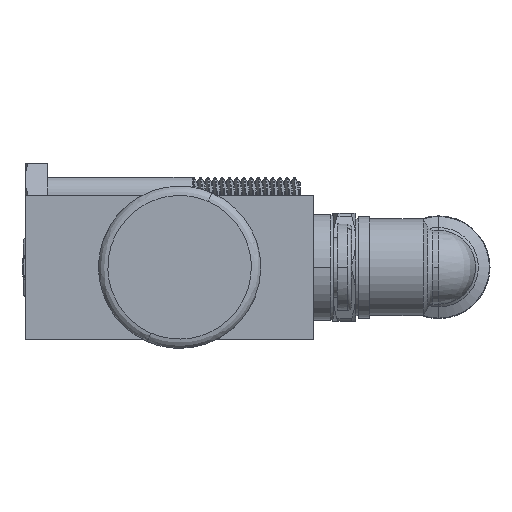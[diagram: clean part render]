
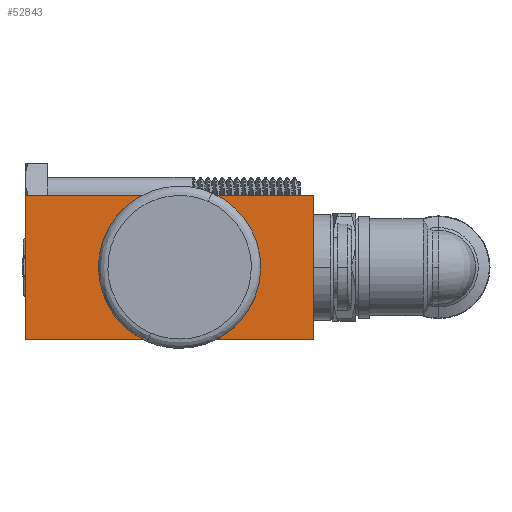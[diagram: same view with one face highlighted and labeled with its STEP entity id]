
A CAD part, left-side view. The second image highlights one B-rep face of the part: STEP entity #52843.
In plain terms, the highlighted planar face has unit normal (-1, 0, 0).
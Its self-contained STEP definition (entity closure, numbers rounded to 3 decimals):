
#2566 = CARTESIAN_POINT ( 'NONE',  ( 0., 0., 0. ) ) ;
#4363 = DIRECTION ( 'NONE',  ( 0., -1., 0. ) ) ;
#11708 = DIRECTION ( 'NONE',  ( 1., 0., 0. ) ) ;
#11874 = VECTOR ( 'NONE', #4363, 1000. ) ;
#15595 = VERTEX_POINT ( 'NONE', #46566 ) ;
#17703 = VERTEX_POINT ( 'NONE', #85853 ) ;
#20243 = DIRECTION ( 'NONE',  ( 0., -1., 0. ) ) ;
#22872 = LINE ( 'NONE', #35310, #118297 ) ;
#23194 = AXIS2_PLACEMENT_3D ( 'NONE', #83167, #73097, #45871 ) ;
#23625 = LINE ( 'NONE', #37275, #32319 ) ;
#25270 = ORIENTED_EDGE ( 'NONE', *, *, #61455, .F. ) ;
#26223 = LINE ( 'NONE', #26268, #43610 ) ;
#26268 = CARTESIAN_POINT ( 'NONE',  ( 0., 0., -12.7 ) ) ;
#28649 = CARTESIAN_POINT ( 'NONE',  ( 0., 0., 0. ) ) ;
#31480 = VERTEX_POINT ( 'NONE', #47146 ) ;
#31735 = AXIS2_PLACEMENT_3D ( 'NONE', #28649, #11708, #20243 ) ;
#32319 = VECTOR ( 'NONE', #55510, 1000. ) ;
#32684 = CARTESIAN_POINT ( 'NONE',  ( 0., -27.178, -12.7 ) ) ;
#33957 = VERTEX_POINT ( 'NONE', #2566 ) ;
#35310 = CARTESIAN_POINT ( 'NONE',  ( 0., -50.8, -12.7 ) ) ;
#36598 = CIRCLE ( 'NONE', #23194, 7.144 ) ;
#37275 = CARTESIAN_POINT ( 'NONE',  ( 0., 0., -25.4 ) ) ;
#39053 = FACE_OUTER_BOUND ( 'NONE', #95331, .T. ) ;
#39341 = LINE ( 'NONE', #98230, #11874 ) ;
#42754 = DIRECTION ( 'NONE',  ( 0., 0., 1. ) ) ;
#43610 = VECTOR ( 'NONE', #100311, 1000. ) ;
#45871 = DIRECTION ( 'NONE',  ( 0., 0., 1. ) ) ;
#46566 = CARTESIAN_POINT ( 'NONE',  ( 0., -50.8, -25.4 ) ) ;
#47146 = CARTESIAN_POINT ( 'NONE',  ( 0., -50.8, 0. ) ) ;
#48376 = EDGE_CURVE ( 'NONE', #33957, #31480, #39341, .T. ) ;
#52425 = CARTESIAN_POINT ( 'NONE',  ( 0., -27.178, -19.844 ) ) ;
#52494 = DIRECTION ( 'NONE',  ( -1., 0., 0. ) ) ;
#52843 = ADVANCED_FACE ( 'NONE', ( #69514, #39053 ), #74863, .F. ) ;
#53600 = EDGE_CURVE ( 'NONE', #15595, #31480, #22872, .T. ) ;
#55510 = DIRECTION ( 'NONE',  ( 0., 1., 0. ) ) ;
#59317 = EDGE_LOOP ( 'NONE', ( #25270, #100759 ) ) ;
#61455 = EDGE_CURVE ( 'NONE', #17703, #96561, #81683, .T. ) ;
#69514 = FACE_BOUND ( 'NONE', #59317, .T. ) ;
#73097 = DIRECTION ( 'NONE',  ( -1., 0., 0. ) ) ;
#74863 = PLANE ( 'NONE',  #31735 ) ;
#81683 = CIRCLE ( 'NONE', #106221, 7.144 ) ;
#83167 = CARTESIAN_POINT ( 'NONE',  ( 0., -27.178, -12.7 ) ) ;
#85853 = CARTESIAN_POINT ( 'NONE',  ( 0., -27.178, -5.556 ) ) ;
#95331 = EDGE_LOOP ( 'NONE', ( #99364, #95901, #103649, #114917 ) ) ;
#95901 = ORIENTED_EDGE ( 'NONE', *, *, #103996, .F. ) ;
#96561 = VERTEX_POINT ( 'NONE', #52425 ) ;
#97379 = EDGE_CURVE ( 'NONE', #102915, #33957, #26223, .T. ) ;
#98230 = CARTESIAN_POINT ( 'NONE',  ( 0., 0., 0. ) ) ;
#99364 = ORIENTED_EDGE ( 'NONE', *, *, #97379, .F. ) ;
#100311 = DIRECTION ( 'NONE',  ( 0., 0., 1. ) ) ;
#100759 = ORIENTED_EDGE ( 'NONE', *, *, #116383, .F. ) ;
#101772 = CARTESIAN_POINT ( 'NONE',  ( 0., 0., -25.4 ) ) ;
#102915 = VERTEX_POINT ( 'NONE', #101772 ) ;
#103649 = ORIENTED_EDGE ( 'NONE', *, *, #53600, .T. ) ;
#103996 = EDGE_CURVE ( 'NONE', #15595, #102915, #23625, .T. ) ;
#106221 = AXIS2_PLACEMENT_3D ( 'NONE', #32684, #52494, #42754 ) ;
#108537 = DIRECTION ( 'NONE',  ( 0., 0., 1. ) ) ;
#114917 = ORIENTED_EDGE ( 'NONE', *, *, #48376, .F. ) ;
#116383 = EDGE_CURVE ( 'NONE', #96561, #17703, #36598, .T. ) ;
#118297 = VECTOR ( 'NONE', #108537, 1000. ) ;
